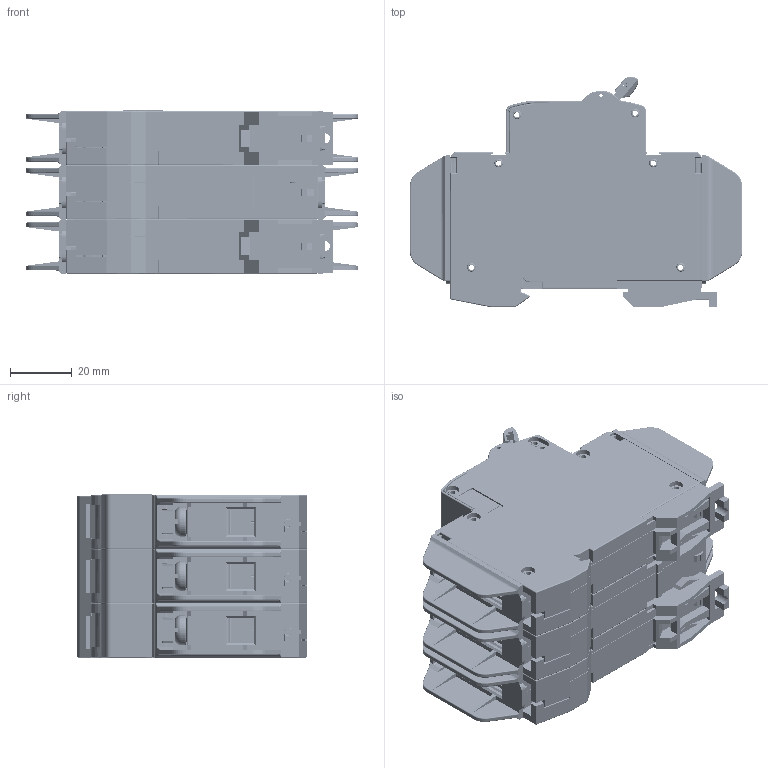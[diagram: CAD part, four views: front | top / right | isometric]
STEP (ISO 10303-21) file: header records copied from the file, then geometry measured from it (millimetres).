
FILE_DESCRIPTION(/* description */ ('1110 Series MCB. UL 489B, Three Pole Assembly'),/* implementation_level */ '2;1');
FILE_NAME(/* name */ 'UL 489B Branch Circuit Breaker, 3-Pole.stp',/* time_stamp */ '2023-10-10T15:09:15+05:30',/* author */ ('pgurav'),/* organization */ (''),/* preprocessor_version */ 'ST-DEVELOPER v19.2',/* originating_system */ 'Autodesk Inventor 2024',/* authorisation */ '');
FILE_SCHEMA (('AUTOMOTIVE_DESIGN { 1 0 10303 214 3 1 1 }'));
Products named in the file (1): UL 489B Branch Circuit Breaker, 3-Pole
Bounding box: 107.2 x 74.34 x 52.65 mm (x, y, z)
Volume: 102510.5 mm3; surface area: 161382.2 mm2
Topology: 51 solids, 51 shells, 9650 faces, 25183 edges, 15892 vertices
Faces by surface type: plane 5966, cylinder 2742, torus 391, bspline 306, sphere 191, cone 54
Full cylindrical faces by diameter (mm): 0.35 x1, 1.3 x6, 1.5 x6, 1.6 x3, 1.7 x12, 1.9 x8, 2 x20, 2.2 x48, 2.4 x60, 2.8 x16, 3.2 x24, 3.3 x9, 3.4 x27, 4.3 x18, 4.4 x6, 4.5 x30, 4.9 x114, 5.4 x6, 7 x3, 9.6 x6
Entity records: 415358 total; most frequent: CARTESIAN_POINT 167548, ORIENTED_EDGE 50366, DIRECTION 48332, EDGE_CURVE 25183, LINE 18242, VECTOR 18242, VERTEX_POINT 15892, AXIS2_PLACEMENT_3D 15045
